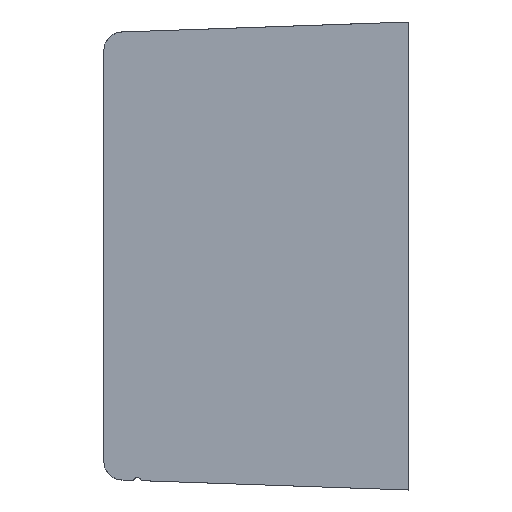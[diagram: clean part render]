
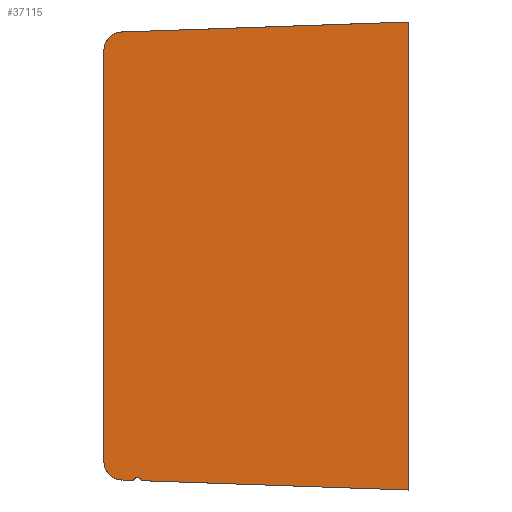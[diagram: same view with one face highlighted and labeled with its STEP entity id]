
A CAD part, left-side view. The second image highlights one B-rep face of the part: STEP entity #37115.
In plain terms, the highlighted planar face has unit normal (1, 0, 0).
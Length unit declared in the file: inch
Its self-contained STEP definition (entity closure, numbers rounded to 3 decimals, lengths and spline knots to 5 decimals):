
#406 = EDGE_CURVE ( 'NONE', #580, #6048, #37897, .T. ) ;
#525 = CARTESIAN_POINT ( 'NONE',  ( -0.9935, 3.05698, -2.39325 ) ) ;
#580 = VERTEX_POINT ( 'NONE', #36778 ) ;
#618 = ORIENTED_EDGE ( 'NONE', *, *, #16919, .T. ) ;
#841 = DIRECTION ( 'NONE',  ( 0., -0.999, 0.035 ) ) ;
#1097 = DIRECTION ( 'NONE',  ( 1., 0., 0. ) ) ;
#1450 = VERTEX_POINT ( 'NONE', #17726 ) ;
#1838 = VERTEX_POINT ( 'NONE', #7368 ) ;
#2995 = LINE ( 'NONE', #16348, #33365 ) ;
#3219 = VERTEX_POINT ( 'NONE', #28156 ) ;
#3302 = ORIENTED_EDGE ( 'NONE', *, *, #406, .T. ) ;
#4586 = DIRECTION ( 'NONE',  ( 0., 0., 1. ) ) ;
#4914 = EDGE_CURVE ( 'NONE', #26750, #1838, #20379, .T. ) ;
#5870 = ORIENTED_EDGE ( 'NONE', *, *, #14105, .T. ) ;
#6048 = VERTEX_POINT ( 'NONE', #22211 ) ;
#6110 = FACE_OUTER_BOUND ( 'NONE', #7463, .T. ) ;
#6376 = CARTESIAN_POINT ( 'NONE',  ( -0.9935, 2.89106, -2.41359 ) ) ;
#6525 = CARTESIAN_POINT ( 'NONE',  ( -0.9935, 0., 2.5 ) ) ;
#7368 = CARTESIAN_POINT ( 'NONE',  ( -0.9935, 2.84799, -2.40055 ) ) ;
#7463 = EDGE_LOOP ( 'NONE', ( #25072, #23648, #12351, #618, #36027, #22139, #3302, #5870 ) ) ;
#7824 = LINE ( 'NONE', #21324, #38085 ) ;
#8598 = VECTOR ( 'NONE', #16210, 39.37008 ) ;
#9372 = DIRECTION ( 'NONE',  ( 0., -1., 0. ) ) ;
#9574 = CARTESIAN_POINT ( 'NONE',  ( -0.9935, 3.25, 2.5 ) ) ;
#10839 = CARTESIAN_POINT ( 'NONE',  ( -0.9935, 3.05, -2.19337 ) ) ;
#11422 = CARTESIAN_POINT ( 'NONE',  ( -0.9935, 3.05, 2.19337 ) ) ;
#12351 = ORIENTED_EDGE ( 'NONE', *, *, #34607, .T. ) ;
#12551 = DIRECTION ( 'NONE',  ( 0., 1., 0. ) ) ;
#12655 = VERTEX_POINT ( 'NONE', #17925 ) ;
#13825 = DIRECTION ( 'NONE',  ( 0., 0., -1. ) ) ;
#14105 = EDGE_CURVE ( 'NONE', #6048, #12655, #7824, .T. ) ;
#14797 = CIRCLE ( 'NONE', #15705, 0.045 ) ;
#15061 = EDGE_CURVE ( 'NONE', #12655, #26750, #24208, .T. ) ;
#15397 = PLANE ( 'NONE',  #32456 ) ;
#15705 = AXIS2_PLACEMENT_3D ( 'NONE', #6376, #26903, #9372 ) ;
#16210 = DIRECTION ( 'NONE',  ( 0., 0., -1. ) ) ;
#16348 = CARTESIAN_POINT ( 'NONE',  ( -0.9935, 3.25, 2.5 ) ) ;
#16919 = EDGE_CURVE ( 'NONE', #1450, #19862, #31329, .T. ) ;
#17372 = EDGE_CURVE ( 'NONE', #3219, #580, #2995, .T. ) ;
#17726 = CARTESIAN_POINT ( 'NONE',  ( -0.9935, 2.93311, -2.39757 ) ) ;
#17925 = CARTESIAN_POINT ( 'NONE',  ( -0.9935, 0., 2.5 ) ) ;
#19499 = DIRECTION ( 'NONE',  ( 0., 0., -1. ) ) ;
#19862 = VERTEX_POINT ( 'NONE', #525 ) ;
#20379 = LINE ( 'NONE', #24264, #35097 ) ;
#21324 = CARTESIAN_POINT ( 'NONE',  ( -0.9935, 3.05698, 2.39325 ) ) ;
#22139 = ORIENTED_EDGE ( 'NONE', *, *, #17372, .T. ) ;
#22211 = CARTESIAN_POINT ( 'NONE',  ( -0.9935, 3.05698, 2.39325 ) ) ;
#23530 = VECTOR ( 'NONE', #29707, 39.37008 ) ;
#23648 = ORIENTED_EDGE ( 'NONE', *, *, #4914, .T. ) ;
#23809 = CARTESIAN_POINT ( 'NONE',  ( -0.9935, 2.93311, -2.39757 ) ) ;
#24208 = LINE ( 'NONE', #6525, #8598 ) ;
#24264 = CARTESIAN_POINT ( 'NONE',  ( -0.9935, 0., -2.5 ) ) ;
#24309 = DIRECTION ( 'NONE',  ( 0., 0.999, 0.035 ) ) ;
#25072 = ORIENTED_EDGE ( 'NONE', *, *, #15061, .T. ) ;
#25340 = AXIS2_PLACEMENT_3D ( 'NONE', #10839, #31351, #13825 ) ;
#25674 = CARTESIAN_POINT ( 'NONE',  ( -0.9935, 0., -2.5 ) ) ;
#25850 = CIRCLE ( 'NONE', #25340, 0.2 ) ;
#26750 = VERTEX_POINT ( 'NONE', #25674 ) ;
#26903 = DIRECTION ( 'NONE',  ( -1., 0., 0. ) ) ;
#28156 = CARTESIAN_POINT ( 'NONE',  ( -0.9935, 3.25, -2.19337 ) ) ;
#29707 = DIRECTION ( 'NONE',  ( 0., 0.999, 0.035 ) ) ;
#30115 = DIRECTION ( 'NONE',  ( 1., 0., 0. ) ) ;
#30916 = AXIS2_PLACEMENT_3D ( 'NONE', #11422, #1097, #19499 ) ;
#31329 = LINE ( 'NONE', #23809, #23530 ) ;
#31351 = DIRECTION ( 'NONE',  ( 1., 0., 0. ) ) ;
#31638 = EDGE_CURVE ( 'NONE', #19862, #3219, #25850, .T. ) ;
#32456 = AXIS2_PLACEMENT_3D ( 'NONE', #9574, #30115, #12551 ) ;
#33365 = VECTOR ( 'NONE', #4586, 39.37008 ) ;
#34607 = EDGE_CURVE ( 'NONE', #1838, #1450, #14797, .T. ) ;
#35097 = VECTOR ( 'NONE', #24309, 39.37008 ) ;
#36027 = ORIENTED_EDGE ( 'NONE', *, *, #31638, .T. ) ;
#36778 = CARTESIAN_POINT ( 'NONE',  ( -0.9935, 3.25, 2.19337 ) ) ;
#37115 = ADVANCED_FACE ( 'NONE', ( #6110 ), #15397, .T. ) ;
#37897 = CIRCLE ( 'NONE', #30916, 0.2 ) ;
#38085 = VECTOR ( 'NONE', #841, 39.37008 ) ;
